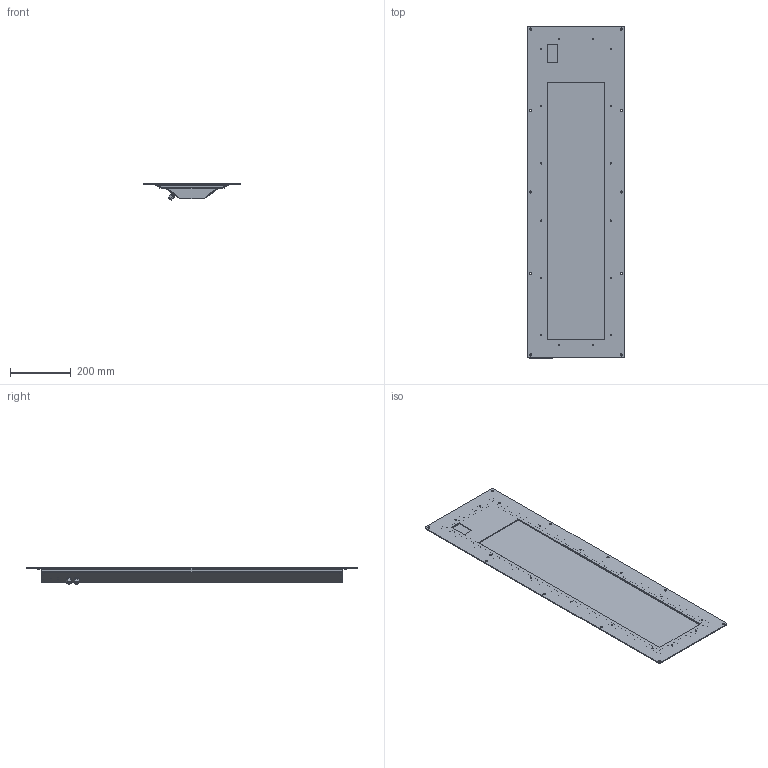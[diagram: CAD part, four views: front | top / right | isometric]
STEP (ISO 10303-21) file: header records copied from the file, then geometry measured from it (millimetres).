
FILE_DESCRIPTION (( 'STEP AP203' ), '1' );
FILE_NAME ('46001_LED_Leuchte_998_WEL_Inde_B_VK.STEP', '2017-02-09T12:21:53', ( '' ), ( '' ), 'SwSTEP 2.0', 'SolidWorks 2012', '' );
FILE_SCHEMA (( 'CONFIG_CONTROL_DESIGN' ));
Length unit declared in the file: millimetre
Products named in the file (8): 46001_LED_Leuchte_998_WEL_Inde_B_VK; 46147_ZProfil_WEL_Abdeckrahmen; 46111_Abdeckrahmen_WEL_Index_B; 46141_Glascheibe_204x987x4; HUGRO 184_1505(grauGewinde kurz2_5); 46139_Abschlussdeckel_998; 46106_Dichtungsrahmen_210x993; 46138_Leuchtenkorpus_998
Assembly tree (10 placements, depth 2):
  46001_LED_Leuchte_998_WEL_Inde_B_VK
    46138_Leuchtenkorpus_998
    46139_Abschlussdeckel_998  x2
    46106_Dichtungsrahmen_210x993
    HUGRO 184_1505(grauGewinde kurz2_5)  x2
    46141_Glascheibe_204x987x4
    46111_Abdeckrahmen_WEL_Index_B
    46147_ZProfil_WEL_Abdeckrahmen  x2
Bounding box: 318.7 x 1097 x 53.87 mm (x, y, z)
Volume: 1998351.9 mm3; surface area: 1556704.7 mm2
Topology: 10 solids, 10 shells, 466 faces, 1242 edges, 804 vertices
Faces by surface type: cylinder 246, plane 196, cone 16, bspline 8
Entity records: 12370 total; most frequent: CARTESIAN_POINT 2082, DIRECTION 2042, ORIENTED_EDGE 1872, EDGE_CURVE 936, AXIS2_PLACEMENT_3D 772, VERTEX_POINT 612, EDGE_LOOP 506, LINE 498
